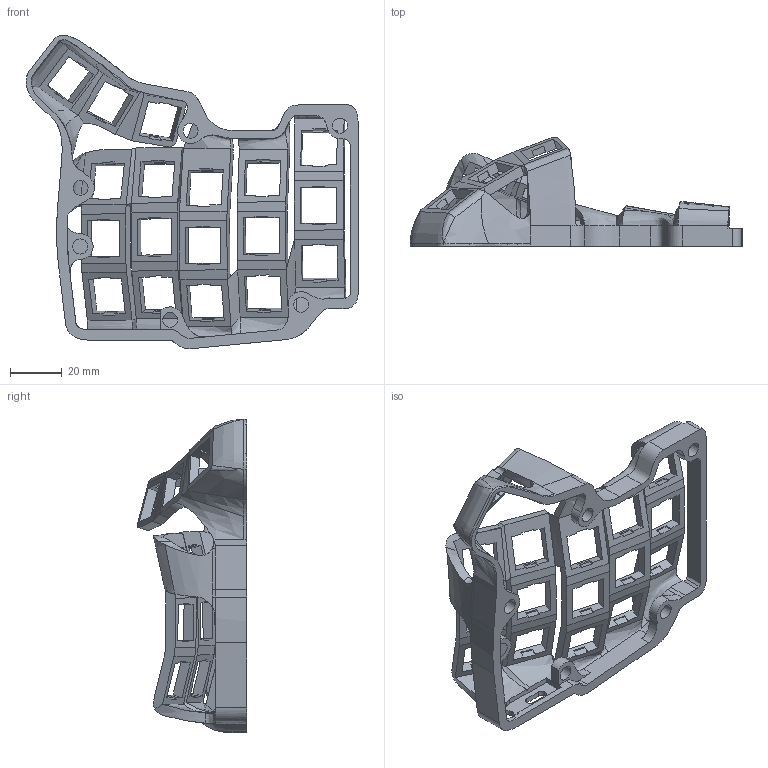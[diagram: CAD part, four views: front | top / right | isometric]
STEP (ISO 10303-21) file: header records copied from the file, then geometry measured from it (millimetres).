
FILE_DESCRIPTION(/* description */ (''),/* implementation_level */ '2;1');
FILE_NAME(/* name */ 'case_v4_v99.step',/* time_stamp */ '2022-06-03T15:35:48+02:00',/* author */ (''),/* organization */ (''),/* preprocessor_version */ 'ST-DEVELOPER v19',/* originating_system */ 'Autodesk Translation Framework v11.7.0.108',/* authorisation */ '');
FILE_SCHEMA (('AUTOMOTIVE_DESIGN { 1 0 10303 214 3 1 1 }'));
Length unit declared in the file: millimetre
Products named in the file (2): Skeletyl_v4; plate
Assembly tree (1 placements, depth 2):
  Skeletyl_v4
    plate
Bounding box: 127.97 x 42.02 x 120.86 mm (x, y, z)
Volume: 42641.4 mm3; surface area: 34538.6 mm2
Topology: 1 solids, 2 shells, 651 faces, 1899 edges, 1242 vertices
Faces by surface type: plane 387, bspline 247, cylinder 17
Full cylindrical faces by diameter (mm): 5.2 x1, 5.8 x6
Entity records: 30345 total; most frequent: CARTESIAN_POINT 14962, ORIENTED_EDGE 3794, DIRECTION 2160, EDGE_CURVE 1897, LINE 1266, VECTOR 1266, VERTEX_POINT 1242, EDGE_LOOP 711
